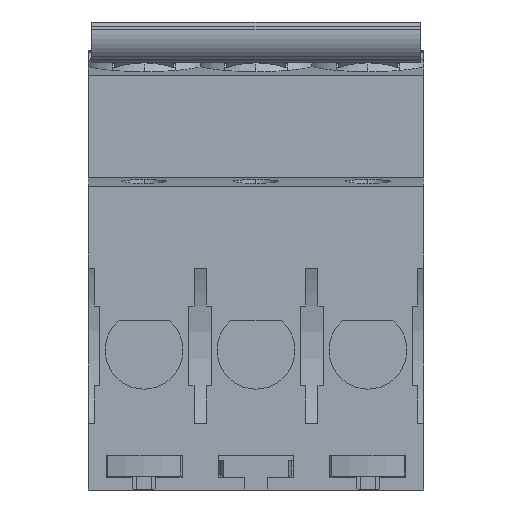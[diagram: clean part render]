
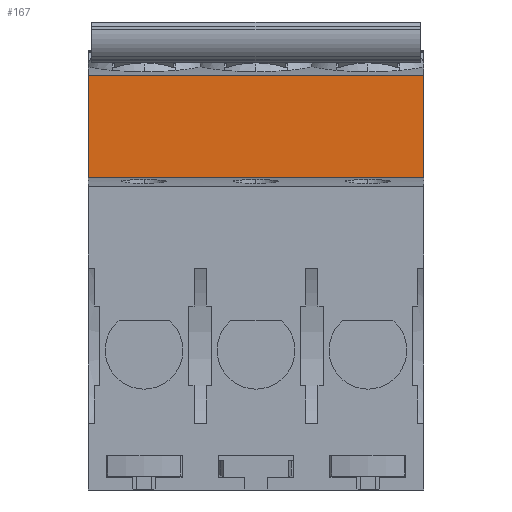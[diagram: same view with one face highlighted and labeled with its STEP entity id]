
A CAD part, front view. The second image highlights one B-rep face of the part: STEP entity #167.
In plain terms, the highlighted planar face has unit normal (0, -1, 0).
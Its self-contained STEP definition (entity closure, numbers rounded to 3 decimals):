
#167=ADVANCED_FACE('',(#976),#977,.T.);
#976=FACE_OUTER_BOUND('',#2556,.T.);
#977=PLANE('',#2557);
#2556=EDGE_LOOP('',(#4427,#4428,#4429,#4430));
#2557=AXIS2_PLACEMENT_3D('',#4431,#4432,#4433);
#4427=ORIENTED_EDGE('',*,*,#10661,.F.);
#4428=ORIENTED_EDGE('',*,*,#10795,.F.);
#4429=ORIENTED_EDGE('',*,*,#10691,.T.);
#4430=ORIENTED_EDGE('',*,*,#10794,.T.);
#4431=CARTESIAN_POINT('',(0.5,20.901,-5.936));
#4432=DIRECTION('',(0.0,-1.0,0.0));
#4433=DIRECTION('',(0.0,0.0,-1.0));
#10661=EDGE_CURVE('',#12861,#12863,#12864,.T.);
#10691=EDGE_CURVE('',#12919,#12917,#12920,.T.);
#10794=EDGE_CURVE('',#12917,#12863,#13101,.T.);
#10795=EDGE_CURVE('',#12919,#12861,#13102,.T.);
#12861=VERTEX_POINT('',#16449);
#12863=VERTEX_POINT('',#16452);
#12864=LINE('',#16453,#16454);
#12917=VERTEX_POINT('',#16514);
#12919=VERTEX_POINT('',#16516);
#12920=LINE('',#16517,#16518);
#13101=LINE('',#16882,#16883);
#13102=LINE('',#16884,#16885);
#16449=CARTESIAN_POINT('',(0.5,20.901,-22.065));
#16452=CARTESIAN_POINT('',(0.5,20.901,-5.931));
#16453=CARTESIAN_POINT('',(0.5,20.901,-22.065));
#16454=VECTOR('',#21950,16.135);
#16514=CARTESIAN_POINT('',(53.6,20.901,-5.931));
#16516=CARTESIAN_POINT('',(53.6,20.901,-22.065));
#16517=CARTESIAN_POINT('',(53.6,20.901,-22.065));
#16518=VECTOR('',#22024,16.135);
#16882=CARTESIAN_POINT('',(53.6,20.901,-5.931));
#16883=VECTOR('',#22221,53.1);
#16884=CARTESIAN_POINT('',(53.6,20.901,-22.065));
#16885=VECTOR('',#22222,53.1);
#21950=DIRECTION('',(0.0,0.,1.0));
#22024=DIRECTION('',(0.0,0.,1.0));
#22221=DIRECTION('',(-1.0,0.0,0.0));
#22222=DIRECTION('',(-1.0,0.0,0.0));
